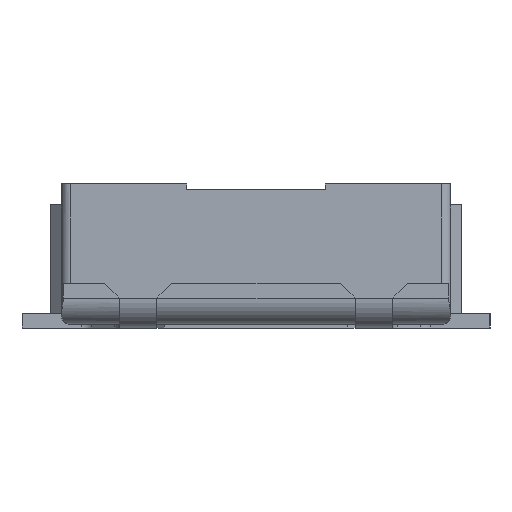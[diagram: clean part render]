
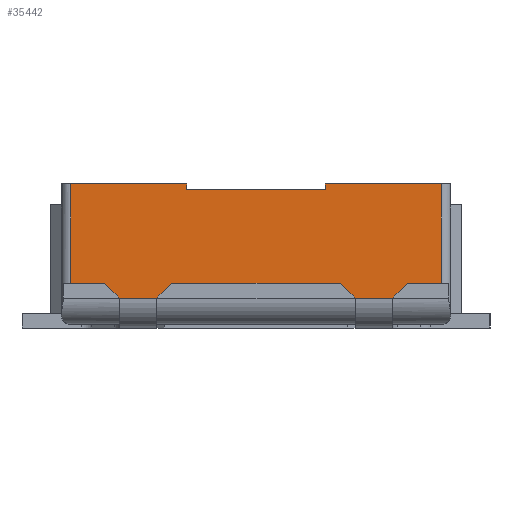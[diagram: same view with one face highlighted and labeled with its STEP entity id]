
A CAD part, left-side view. The second image highlights one B-rep face of the part: STEP entity #35442.
In plain terms, the highlighted planar face has unit normal (-1, 0, 0).
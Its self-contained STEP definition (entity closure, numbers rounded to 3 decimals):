
#2892=DIRECTION('',(0.,-1.,0.));
#2893=VECTOR('',#2892,0.9);
#2894=CARTESIAN_POINT('',(-5.25,0.45,0.24));
#2895=LINE('',#2894,#2893);
#2899=DIRECTION('',(0.,-0.707,0.707));
#2900=VECTOR('',#2899,0.113);
#2901=CARTESIAN_POINT('',(-5.25,0.53,0.16));
#2902=LINE('',#2901,#2900);
#2906=DIRECTION('',(0.,-0.707,-0.707));
#2907=VECTOR('',#2906,0.113);
#2908=CARTESIAN_POINT('',(-5.25,0.81,0.24));
#2909=LINE('',#2908,#2907);
#2913=DIRECTION('',(0.,1.,0.));
#2914=VECTOR('',#2913,0.74);
#2915=CARTESIAN_POINT('',(-5.25,-0.37,0.74));
#2916=LINE('',#2915,#2914);
#2920=DIRECTION('',(0.,0.,-1.));
#2921=VECTOR('',#2920,0.03);
#2922=CARTESIAN_POINT('',(-5.25,-0.37,0.77));
#2923=LINE('',#2922,#2921);
#2927=DIRECTION('',(0.,1.,0.));
#2928=VECTOR('',#2927,0.62);
#2929=CARTESIAN_POINT('',(-5.25,-0.99,0.77));
#2930=LINE('',#2929,#2928);
#2934=DIRECTION('',(0.,-1.,0.));
#2935=VECTOR('',#2934,0.18);
#2936=CARTESIAN_POINT('',(-5.25,-0.81,0.24));
#2937=LINE('',#2936,#2935);
#2941=DIRECTION('',(0.,-0.707,0.707));
#2942=VECTOR('',#2941,0.113);
#2943=CARTESIAN_POINT('',(-5.25,-0.73,0.16));
#2944=LINE('',#2943,#2942);
#2948=DIRECTION('',(0.,-0.707,-0.707));
#2949=VECTOR('',#2948,0.113);
#2950=CARTESIAN_POINT('',(-5.25,-0.45,0.24));
#2951=LINE('',#2950,#2949);
#2997=DIRECTION('',(0.,1.,0.));
#2998=VECTOR('',#2997,0.2);
#2999=CARTESIAN_POINT('',(-5.25,0.53,0.16));
#3000=LINE('',#2999,#2998);
#3164=DIRECTION('',(0.,1.,0.));
#3165=VECTOR('',#3164,0.18);
#3166=CARTESIAN_POINT('',(-5.25,0.81,0.24));
#3167=LINE('',#3166,#3165);
#3185=DIRECTION('',(0.,0.,1.));
#3186=VECTOR('',#3185,0.53);
#3187=CARTESIAN_POINT('',(-5.25,0.99,0.24));
#3188=LINE('',#3187,#3186);
#3227=DIRECTION('',(0.,-1.,0.));
#3228=VECTOR('',#3227,0.62);
#3229=CARTESIAN_POINT('',(-5.25,0.99,0.77));
#3230=LINE('',#3229,#3228);
#11597=DIRECTION('',(0.,0.,-1.));
#11598=VECTOR('',#11597,0.53);
#11599=CARTESIAN_POINT('',(-5.25,-0.99,0.77));
#11600=LINE('',#11599,#11598);
#11689=DIRECTION('',(0.,0.,-1.));
#11690=VECTOR('',#11689,0.03);
#11691=CARTESIAN_POINT('',(-5.25,0.37,0.77));
#11692=LINE('',#11691,#11690);
#23388=DIRECTION('',(0.,1.,0.));
#23389=VECTOR('',#23388,0.2);
#23390=CARTESIAN_POINT('',(-5.25,-0.73,0.16));
#23391=LINE('',#23390,#23389);
#28647=CARTESIAN_POINT('',(-5.25,0.53,0.16));
#28649=VERTEX_POINT('',#28647);
#28651=CARTESIAN_POINT('',(-5.25,0.45,0.24));
#28653=VERTEX_POINT('',#28651);
#28655=CARTESIAN_POINT('',(-5.25,0.81,0.24));
#28657=VERTEX_POINT('',#28655);
#28661=CARTESIAN_POINT('',(-5.25,0.73,0.16));
#28662=VERTEX_POINT('',#28661);
#28665=CARTESIAN_POINT('',(-5.25,0.99,0.24));
#28666=VERTEX_POINT('',#28665);
#29650=CARTESIAN_POINT('',(-5.25,-0.53,0.16));
#29651=VERTEX_POINT('',#29650);
#29652=CARTESIAN_POINT('',(-5.25,-0.73,0.16));
#29654=VERTEX_POINT('',#29652);
#32322=CARTESIAN_POINT('',(-5.25,-0.45,0.24));
#32324=VERTEX_POINT('',#32322);
#32332=CARTESIAN_POINT('',(-5.25,-0.81,0.24));
#32333=VERTEX_POINT('',#32332);
#32336=CARTESIAN_POINT('',(-5.25,-0.99,0.24));
#32337=VERTEX_POINT('',#32336);
#32469=CARTESIAN_POINT('',(-5.25,0.99,0.77));
#32470=VERTEX_POINT('',#32469);
#32471=CARTESIAN_POINT('',(-5.25,0.37,0.77));
#32473=VERTEX_POINT('',#32471);
#32481=CARTESIAN_POINT('',(-5.25,0.37,0.74));
#32482=VERTEX_POINT('',#32481);
#32691=CARTESIAN_POINT('',(-5.25,-0.37,0.77));
#32692=VERTEX_POINT('',#32691);
#32693=CARTESIAN_POINT('',(-5.25,-0.99,0.77));
#32694=VERTEX_POINT('',#32693);
#32697=CARTESIAN_POINT('',(-5.25,-0.37,0.74));
#32698=VERTEX_POINT('',#32697);
#35404=CARTESIAN_POINT('',(-5.25,0.,0.02));
#35405=DIRECTION('',(-1.,0.,0.));
#35406=DIRECTION('',(0.,-1.,0.));
#35407=AXIS2_PLACEMENT_3D('',#35404,#35405,#35406);
#35408=PLANE('',#35407);
#35410=ORIENTED_EDGE('',*,*,#35409,.F.);
#35412=ORIENTED_EDGE('',*,*,#35411,.F.);
#35414=ORIENTED_EDGE('',*,*,#35413,.T.);
#35415=ORIENTED_EDGE('',*,*,#35387,.F.);
#35417=ORIENTED_EDGE('',*,*,#35416,.T.);
#35419=ORIENTED_EDGE('',*,*,#35418,.T.);
#35421=ORIENTED_EDGE('',*,*,#35420,.T.);
#35423=ORIENTED_EDGE('',*,*,#35422,.T.);
#35425=ORIENTED_EDGE('',*,*,#35424,.F.);
#35427=ORIENTED_EDGE('',*,*,#35426,.F.);
#35429=ORIENTED_EDGE('',*,*,#35428,.F.);
#35431=ORIENTED_EDGE('',*,*,#35430,.T.);
#35433=ORIENTED_EDGE('',*,*,#35432,.F.);
#35435=ORIENTED_EDGE('',*,*,#35434,.F.);
#35437=ORIENTED_EDGE('',*,*,#35436,.T.);
#35439=ORIENTED_EDGE('',*,*,#35438,.F.);
#35440=EDGE_LOOP('',(#35410,#35412,#35414,#35415,#35417,#35419,#35421,#35423,
#35425,#35427,#35429,#35431,#35433,#35435,#35437,#35439));
#35441=FACE_OUTER_BOUND('',#35440,.F.);
#35387=EDGE_CURVE('',#28657,#28662,#2909,.T.);
#35409=EDGE_CURVE('',#28653,#32324,#2895,.T.);
#35411=EDGE_CURVE('',#28649,#28653,#2902,.T.);
#35413=EDGE_CURVE('',#28649,#28662,#3000,.T.);
#35416=EDGE_CURVE('',#28657,#28666,#3167,.T.);
#35418=EDGE_CURVE('',#28666,#32470,#3188,.T.);
#35420=EDGE_CURVE('',#32470,#32473,#3230,.T.);
#35422=EDGE_CURVE('',#32473,#32482,#11692,.T.);
#35424=EDGE_CURVE('',#32698,#32482,#2916,.T.);
#35426=EDGE_CURVE('',#32692,#32698,#2923,.T.);
#35428=EDGE_CURVE('',#32694,#32692,#2930,.T.);
#35430=EDGE_CURVE('',#32694,#32337,#11600,.T.);
#35432=EDGE_CURVE('',#32333,#32337,#2937,.T.);
#35434=EDGE_CURVE('',#29654,#32333,#2944,.T.);
#35436=EDGE_CURVE('',#29654,#29651,#23391,.T.);
#35438=EDGE_CURVE('',#32324,#29651,#2951,.T.);
#35442=ADVANCED_FACE('',(#35441),#35408,.T.);
